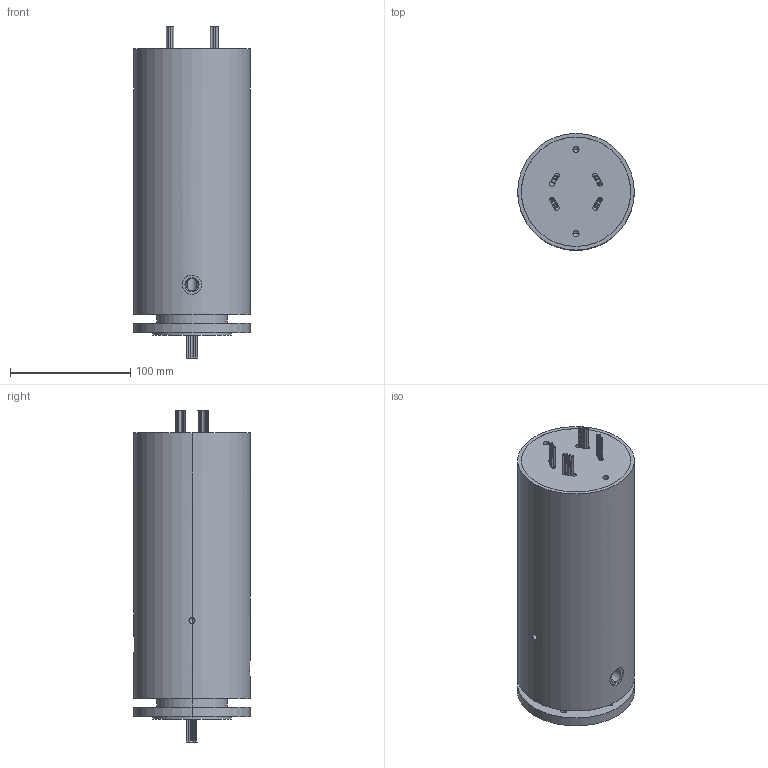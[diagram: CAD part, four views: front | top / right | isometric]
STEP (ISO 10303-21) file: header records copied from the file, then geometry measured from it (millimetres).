
FILE_DESCRIPTION (( 'STEP AP203' ), '1' );
FILE_NAME ('MAPH200-03-S30.STEP', '2020-10-26T06:14:48', ( '微软用户' ), ( '微软中国' ), 'SwSTEP 2.0', 'SolidWorks 2014', '' );
FILE_SCHEMA (( 'CONFIG_CONTROL_DESIGN' ));
Length unit declared in the file: millimetre
Products named in the file (1): MAPH200-03-S30
Bounding box: 97 x 97 x 276.2 mm (x, y, z)
Volume: 1704648.2 mm3; surface area: 113192.1 mm2
Topology: 1 solids, 1 shells, 292 faces, 624 edges, 400 vertices
Faces by surface type: cylinder 188, plane 88, cone 16
Entity records: 8501 total; most frequent: CARTESIAN_POINT 1765, DIRECTION 1550, ORIENTED_EDGE 1232, AXIS2_PLACEMENT_3D 657, EDGE_CURVE 616, VERTEX_POINT 400, EDGE_LOOP 382, CIRCLE 364
